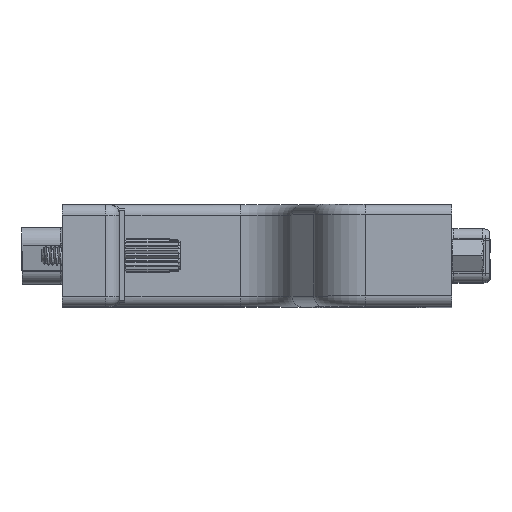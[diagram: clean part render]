
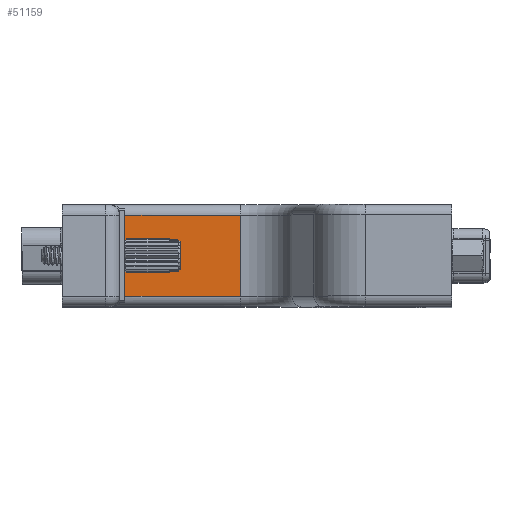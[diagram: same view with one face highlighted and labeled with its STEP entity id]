
A CAD part, top view. The second image highlights one B-rep face of the part: STEP entity #51159.
In plain terms, the highlighted planar face has unit normal (0, 0, 1).
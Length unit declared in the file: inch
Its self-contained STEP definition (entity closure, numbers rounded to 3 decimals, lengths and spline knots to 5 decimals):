
#17719 = LINE ( 'NONE', #17817, #17816 ) ;
#17770 = VECTOR ( 'NONE', #17776, 39.37008 ) ;
#17774 = CARTESIAN_POINT ( 'NONE',  ( -0.095, 0.235, 0.8 ) ) ;
#17776 = DIRECTION ( 'NONE',  ( -1., 0., 0. ) ) ;
#17777 = CARTESIAN_POINT ( 'NONE',  ( -0.795, 0.235, 0.8 ) ) ;
#17779 = LINE ( 'NONE', #17777, #17770 ) ;
#17813 = CARTESIAN_POINT ( 'NONE',  ( -0.775, 0.235, 0.8 ) ) ;
#17815 = DIRECTION ( 'NONE',  ( 0., -1., 0. ) ) ;
#17816 = VECTOR ( 'NONE', #17815, 39.37008 ) ;
#17817 = CARTESIAN_POINT ( 'NONE',  ( -0.095, 0.295, 0.8 ) ) ;
#17993 = DIRECTION ( 'NONE',  ( 0., -1., 0. ) ) ;
#17995 = VECTOR ( 'NONE', #17993, 39.37008 ) ;
#18000 = CARTESIAN_POINT ( 'NONE',  ( -0.095, -0.235, 0.8 ) ) ;
#18001 = LINE ( 'NONE', #18000, #18025 ) ;
#18003 = DIRECTION ( 'NONE',  ( -1., 0., 0. ) ) ;
#18005 = DIRECTION ( 'NONE',  ( 0., 0., -1. ) ) ;
#18007 = CARTESIAN_POINT ( 'NONE',  ( -0.095, 0.295, 0.8 ) ) ;
#18008 = AXIS2_PLACEMENT_3D ( 'NONE', #18007, #18005, #18003 ) ;
#18009 = PLANE ( 'NONE',  #18008 ) ;
#18013 = CARTESIAN_POINT ( 'NONE',  ( -0.775, -0.235, 0.8 ) ) ;
#18014 = LINE ( 'NONE', #18013, #17995 ) ;
#18015 = FACE_OUTER_BOUND ( 'NONE', #51086, .T. ) ;
#18025 = VECTOR ( 'NONE', #18103, 39.37008 ) ;
#18031 = CARTESIAN_POINT ( 'NONE',  ( -0.775, -0.235, 0.8 ) ) ;
#18055 = CARTESIAN_POINT ( 'NONE',  ( -0.095, -0.235, 0.8 ) ) ;
#18103 = DIRECTION ( 'NONE',  ( 1., 0., 0. ) ) ;
#51081 = EDGE_CURVE ( 'NONE', #51100, #51158, #17719, .T. ) ;
#51086 = EDGE_LOOP ( 'NONE', ( #51157, #51160, #51163, #51141 ) ) ;
#51095 = VERTEX_POINT ( 'NONE', #17813 ) ;
#51099 = EDGE_CURVE ( 'NONE', #51100, #51095, #17779, .T. ) ;
#51100 = VERTEX_POINT ( 'NONE', #17774 ) ;
#51141 = ORIENTED_EDGE ( 'NONE', *, *, #51081, .F. ) ;
#51156 = VERTEX_POINT ( 'NONE', #18031 ) ;
#51157 = ORIENTED_EDGE ( 'NONE', *, *, #51099, .T. ) ;
#51158 = VERTEX_POINT ( 'NONE', #18055 ) ;
#51159 = ADVANCED_FACE ( 'NONE', ( #18015 ), #18009, .F. ) ;
#51160 = ORIENTED_EDGE ( 'NONE', *, *, #51161, .T. ) ;
#51161 = EDGE_CURVE ( 'NONE', #51095, #51156, #18014, .T. ) ;
#51163 = ORIENTED_EDGE ( 'NONE', *, *, #51164, .T. ) ;
#51164 = EDGE_CURVE ( 'NONE', #51156, #51158, #18001, .T. ) ;
